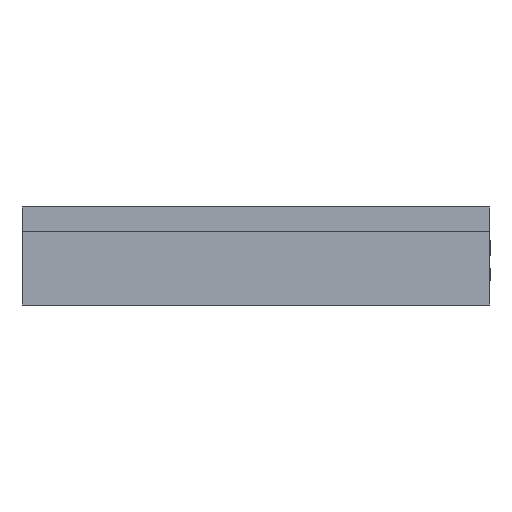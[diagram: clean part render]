
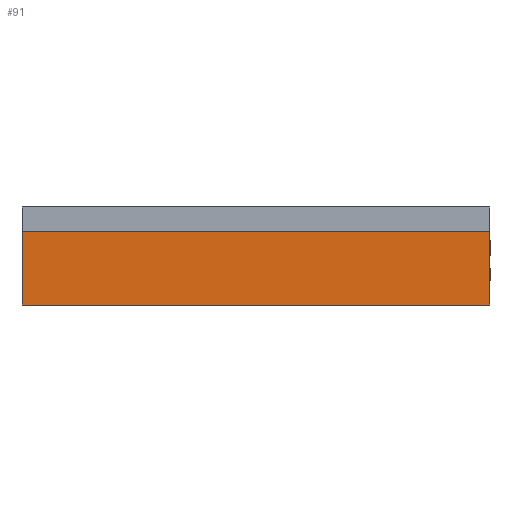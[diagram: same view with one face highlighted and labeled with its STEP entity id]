
A CAD part, front view. The second image highlights one B-rep face of the part: STEP entity #91.
In plain terms, the highlighted planar face has unit normal (0, -1, 0).
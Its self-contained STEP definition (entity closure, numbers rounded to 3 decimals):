
#91=ADVANCED_FACE('',(#209),#2192,.T.);
#209=FACE_OUTER_BOUND('',#327,.T.);
#327=EDGE_LOOP('',(#524,#525,#526,#527));
#524=ORIENTED_EDGE('',*,*,#1206,.T.);
#525=ORIENTED_EDGE('',*,*,#1207,.T.);
#526=ORIENTED_EDGE('',*,*,#1208,.F.);
#527=ORIENTED_EDGE('',*,*,#1209,.F.);
#1206=EDGE_CURVE('',#1888,#1889,#1800,.T.);
#1207=EDGE_CURVE('',#1889,#1890,#1801,.T.);
#1208=EDGE_CURVE('',#1891,#1890,#1802,.T.);
#1209=EDGE_CURVE('',#1888,#1891,#1803,.T.);
#1800=B_SPLINE_CURVE_WITH_KNOTS('',1,(#2904,#2905),.UNSPECIFIED.,.F.,.F.,
(2,2),(-139.,-133.),.UNSPECIFIED.);
#1801=B_SPLINE_CURVE_WITH_KNOTS('',1,(#2906,#2907),.UNSPECIFIED.,.F.,.F.,
(2,2),(0.,38.2),.UNSPECIFIED.);
#1802=B_SPLINE_CURVE_WITH_KNOTS('',1,(#2908,#2909),.UNSPECIFIED.,.F.,.F.,
(2,2),(-139.,-133.),.UNSPECIFIED.);
#1803=B_SPLINE_CURVE_WITH_KNOTS('',1,(#2910,#2911),.UNSPECIFIED.,.F.,.F.,
(2,2),(0.,38.2),.UNSPECIFIED.);
#1888=VERTEX_POINT('',#2677);
#1889=VERTEX_POINT('',#2678);
#1890=VERTEX_POINT('',#2679);
#1891=VERTEX_POINT('',#2680);
#2192=PLANE('',#2314);
#2314=AXIS2_PLACEMENT_3D('',#2556,#2435,$);
#2435=DIRECTION('',(0.,-1.,0.));
#2556=CARTESIAN_POINT('',(-19.1,-24.25,6.));
#2677=CARTESIAN_POINT('',(-19.1,-24.25,6.));
#2678=CARTESIAN_POINT('',(-19.1,-24.25,0.));
#2679=CARTESIAN_POINT('',(19.1,-24.25,0.));
#2680=CARTESIAN_POINT('',(19.1,-24.25,6.));
#2904=CARTESIAN_POINT('',(-19.1,-24.25,6.));
#2905=CARTESIAN_POINT('',(-19.1,-24.25,0.));
#2906=CARTESIAN_POINT('',(-19.1,-24.25,0.));
#2907=CARTESIAN_POINT('',(19.1,-24.25,0.));
#2908=CARTESIAN_POINT('',(19.1,-24.25,6.));
#2909=CARTESIAN_POINT('',(19.1,-24.25,0.));
#2910=CARTESIAN_POINT('',(-19.1,-24.25,6.));
#2911=CARTESIAN_POINT('',(19.1,-24.25,6.));
